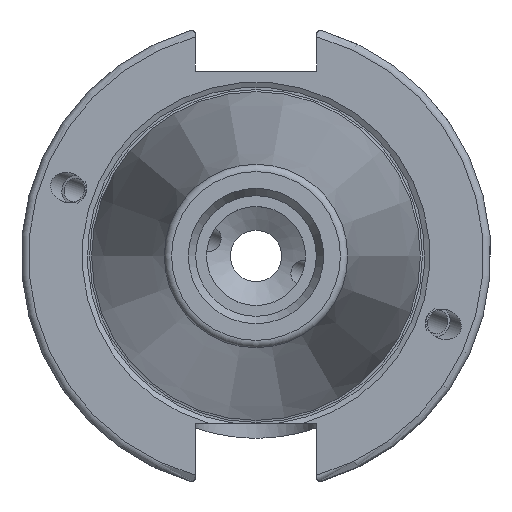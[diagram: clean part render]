
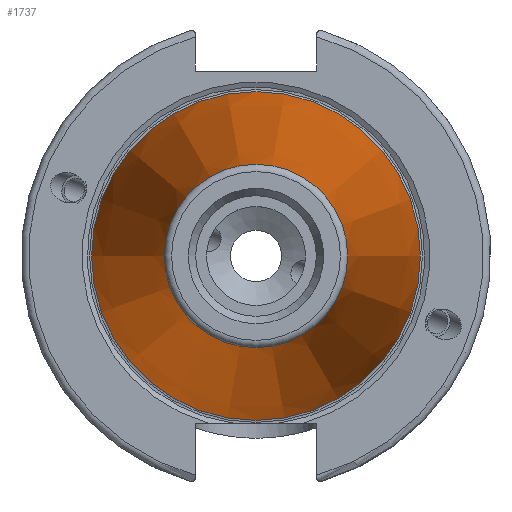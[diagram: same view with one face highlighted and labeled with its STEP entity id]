
A CAD part, left-side view. The second image highlights one B-rep face of the part: STEP entity #1737.
In plain terms, the highlighted conical face has half-angle 8.297 degrees and reference radius 17.248 mm.
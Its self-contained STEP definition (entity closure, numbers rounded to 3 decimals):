
#53=CONICAL_SURFACE('',#1960,17.248,0.145);
#185=FACE_OUTER_BOUND('',#285,.T.);
#285=EDGE_LOOP('',(#1482,#1483,#1484,#1485,#1486,#1487,#1488));
#384=LINE('',#3332,#466);
#466=VECTOR('',#2438,17.248);
#599=CIRCLE('',#1951,12.397);
#600=CIRCLE('',#1952,12.397);
#604=CIRCLE('',#1956,12.397);
#607=CIRCLE('',#1961,22.225);
#608=CIRCLE('',#1962,22.225);
#790=VERTEX_POINT('',#3311);
#791=VERTEX_POINT('',#3312);
#792=VERTEX_POINT('',#3314);
#797=VERTEX_POINT('',#3328);
#798=VERTEX_POINT('',#3329);
#1037=EDGE_CURVE('',#790,#791,#599,.T.);
#1038=EDGE_CURVE('',#791,#792,#600,.T.);
#1042=EDGE_CURVE('',#792,#790,#604,.T.);
#1045=EDGE_CURVE('',#797,#798,#607,.T.);
#1046=EDGE_CURVE('',#798,#797,#608,.T.);
#1047=EDGE_CURVE('',#798,#791,#384,.T.);
#1482=ORIENTED_EDGE('',*,*,#1045,.F.);
#1483=ORIENTED_EDGE('',*,*,#1046,.F.);
#1484=ORIENTED_EDGE('',*,*,#1047,.T.);
#1485=ORIENTED_EDGE('',*,*,#1037,.F.);
#1486=ORIENTED_EDGE('',*,*,#1042,.F.);
#1487=ORIENTED_EDGE('',*,*,#1038,.F.);
#1488=ORIENTED_EDGE('',*,*,#1047,.F.);
#1737=ADVANCED_FACE('',(#185),#53,.T.);
#1951=AXIS2_PLACEMENT_3D('',#3313,#2414,#2415);
#1952=AXIS2_PLACEMENT_3D('',#3315,#2416,#2417);
#1956=AXIS2_PLACEMENT_3D('',#3321,#2424,#2425);
#1960=AXIS2_PLACEMENT_3D('',#3327,#2432,#2433);
#1961=AXIS2_PLACEMENT_3D('',#3330,#2434,#2435);
#1962=AXIS2_PLACEMENT_3D('',#3331,#2436,#2437);
#2414=DIRECTION('center_axis',(-1.,0.,0.));
#2415=DIRECTION('ref_axis',(0.,-1.,0.));
#2416=DIRECTION('center_axis',(-1.,0.,0.));
#2417=DIRECTION('ref_axis',(0.,-1.,0.));
#2424=DIRECTION('center_axis',(-1.,0.,0.));
#2425=DIRECTION('ref_axis',(0.,-1.,0.));
#2432=DIRECTION('center_axis',(1.,0.,0.));
#2433=DIRECTION('ref_axis',(0.,1.,0.));
#2434=DIRECTION('center_axis',(1.,0.,0.));
#2435=DIRECTION('ref_axis',(0.,0.,-1.));
#2436=DIRECTION('center_axis',(1.,0.,0.));
#2437=DIRECTION('ref_axis',(0.,0.,-1.));
#2438=DIRECTION('',(-0.99,0.144,0.));
#3311=CARTESIAN_POINT('',(-67.394,12.397,0.));
#3312=CARTESIAN_POINT('',(-67.394,-12.397,0.));
#3313=CARTESIAN_POINT('Origin',(-67.394,0.,0.));
#3314=CARTESIAN_POINT('',(-67.394,0.,12.397));
#3315=CARTESIAN_POINT('Origin',(-67.394,0.,0.));
#3321=CARTESIAN_POINT('Origin',(-67.394,0.,0.));
#3327=CARTESIAN_POINT('Origin',(-34.125,0.,0.));
#3328=CARTESIAN_POINT('',(0.,22.225,0.));
#3329=CARTESIAN_POINT('',(0.,-22.225,0.));
#3330=CARTESIAN_POINT('Origin',(0.,0.,0.));
#3331=CARTESIAN_POINT('Origin',(0.,0.,0.));
#3332=CARTESIAN_POINT('',(-34.125,-17.248,0.));
